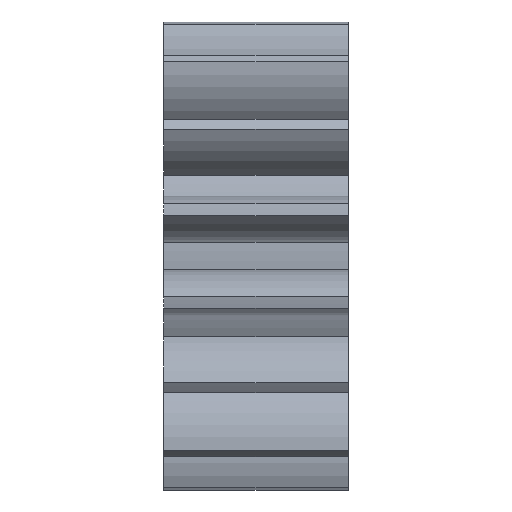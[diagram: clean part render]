
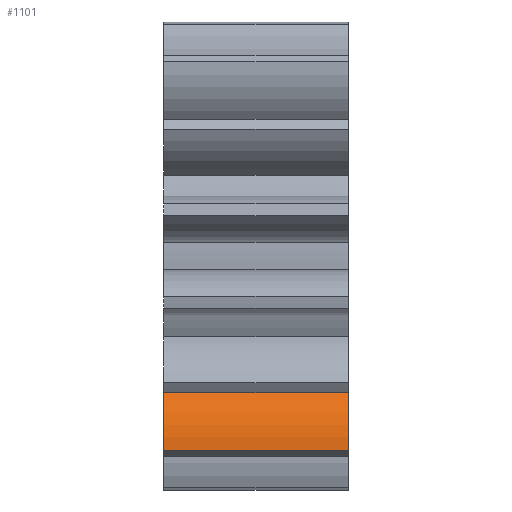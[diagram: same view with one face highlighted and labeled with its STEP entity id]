
A CAD part, front view. The second image highlights one B-rep face of the part: STEP entity #1101.
In plain terms, the highlighted cylindrical face has radius 3.2 mm (diameter 6.4 mm), a partial arc.
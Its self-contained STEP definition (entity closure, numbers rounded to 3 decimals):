
#123 = CARTESIAN_POINT ( 'NONE',  ( 0., -4.387, -5.128 ) ) ;
#180 = VERTEX_POINT ( 'NONE', #364 ) ;
#251 = EDGE_CURVE ( 'NONE', #1534, #2005, #833, .T. ) ;
#301 = CIRCLE ( 'NONE', #2382, 3.2 ) ;
#364 = CARTESIAN_POINT ( 'NONE',  ( 0., -5.189, -7.353 ) ) ;
#376 = AXIS2_PLACEMENT_3D ( 'NONE', #1035, #1610, #2222 ) ;
#382 = CARTESIAN_POINT ( 'NONE',  ( 7., -4.387, -5.128 ) ) ;
#502 = EDGE_CURVE ( 'NONE', #2005, #180, #882, .T. ) ;
#531 = EDGE_LOOP ( 'NONE', ( #727, #2469, #861, #1117 ) ) ;
#569 = DIRECTION ( 'NONE',  ( -1., 0., 0. ) ) ;
#575 = CARTESIAN_POINT ( 'NONE',  ( 7., -4.387, -5.128 ) ) ;
#592 = CARTESIAN_POINT ( 'NONE',  ( 7., -1.991, -7.249 ) ) ;
#727 = ORIENTED_EDGE ( 'NONE', *, *, #1962, .T. ) ;
#828 = DIRECTION ( 'NONE',  ( 0., 0., -1. ) ) ;
#833 = LINE ( 'NONE', #382, #1488 ) ;
#861 = ORIENTED_EDGE ( 'NONE', *, *, #251, .T. ) ;
#882 = CIRCLE ( 'NONE', #914, 3.2 ) ;
#914 = AXIS2_PLACEMENT_3D ( 'NONE', #1225, #1807, #828 ) ;
#993 = VERTEX_POINT ( 'NONE', #2010 ) ;
#1005 = EDGE_CURVE ( 'NONE', #993, #1534, #301, .T. ) ;
#1035 = CARTESIAN_POINT ( 'NONE',  ( 7., -1.991, -7.249 ) ) ;
#1101 = ADVANCED_FACE ( 'NONE', ( #2215 ), #2318, .T. ) ;
#1117 = ORIENTED_EDGE ( 'NONE', *, *, #502, .T. ) ;
#1225 = CARTESIAN_POINT ( 'NONE',  ( 0., -1.991, -7.249 ) ) ;
#1488 = VECTOR ( 'NONE', #569, 1000. ) ;
#1534 = VERTEX_POINT ( 'NONE', #575 ) ;
#1554 = DIRECTION ( 'NONE',  ( 0., -0.707, 0.707 ) ) ;
#1610 = DIRECTION ( 'NONE',  ( -1., 0., 0. ) ) ;
#1807 = DIRECTION ( 'NONE',  ( 1., 0., 0. ) ) ;
#1962 = EDGE_CURVE ( 'NONE', #180, #993, #2003, .T. ) ;
#1976 = DIRECTION ( 'NONE',  ( -1., 0., 0. ) ) ;
#2003 = LINE ( 'NONE', #2393, #2197 ) ;
#2005 = VERTEX_POINT ( 'NONE', #123 ) ;
#2010 = CARTESIAN_POINT ( 'NONE',  ( 7., -5.189, -7.353 ) ) ;
#2197 = VECTOR ( 'NONE', #2420, 1000. ) ;
#2215 = FACE_OUTER_BOUND ( 'NONE', #531, .T. ) ;
#2222 = DIRECTION ( 'NONE',  ( 0., 0., 1. ) ) ;
#2318 = CYLINDRICAL_SURFACE ( 'NONE', #376, 3.2 ) ;
#2382 = AXIS2_PLACEMENT_3D ( 'NONE', #592, #1976, #1554 ) ;
#2393 = CARTESIAN_POINT ( 'NONE',  ( 3.5, -5.189, -7.353 ) ) ;
#2420 = DIRECTION ( 'NONE',  ( 1., 0., 0. ) ) ;
#2469 = ORIENTED_EDGE ( 'NONE', *, *, #1005, .T. ) ;
